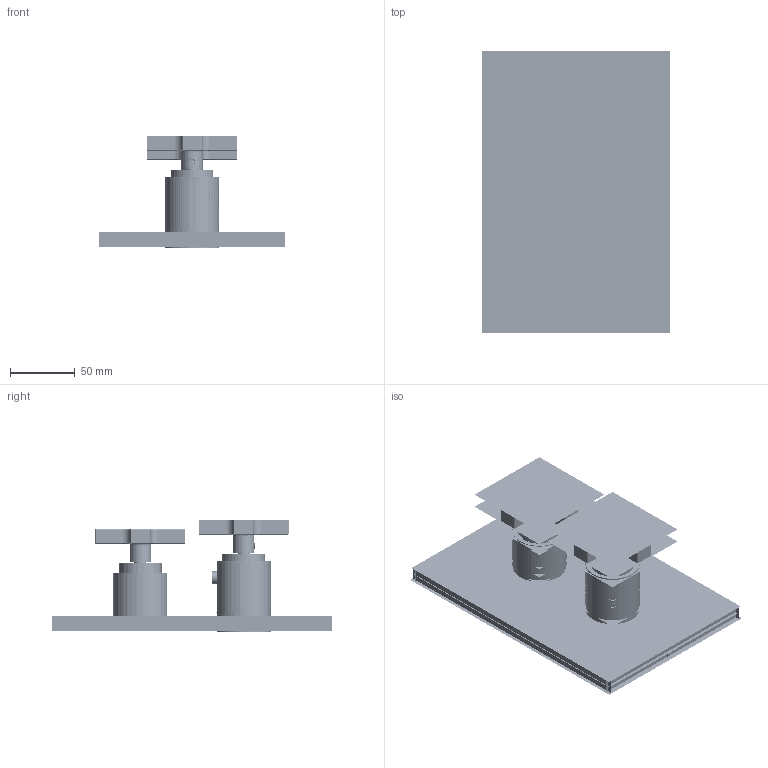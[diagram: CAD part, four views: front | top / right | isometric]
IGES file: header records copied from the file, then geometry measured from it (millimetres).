
Start section:  PTC IGES file: 3-2063ts.igs
Global section: file name: 3-2063ts.igs; native system: Creo Parametric by Parametric Technology Corporation; preprocessor: 2014000; author: ravindrashirol; organization: Unknown; date: 20170110.111759; units: inch
Bounding box: 145.29 x 217.93 x 86.95 mm (x, y, z)
Surface area: 9130554.4 mm2 (no closed solid volume)
Topology: 0 solids, 0 shells, 4674 faces, 82327 edges, 108897 vertices
Faces by surface type: bspline 2030, revolution 1922, extrusion 722
